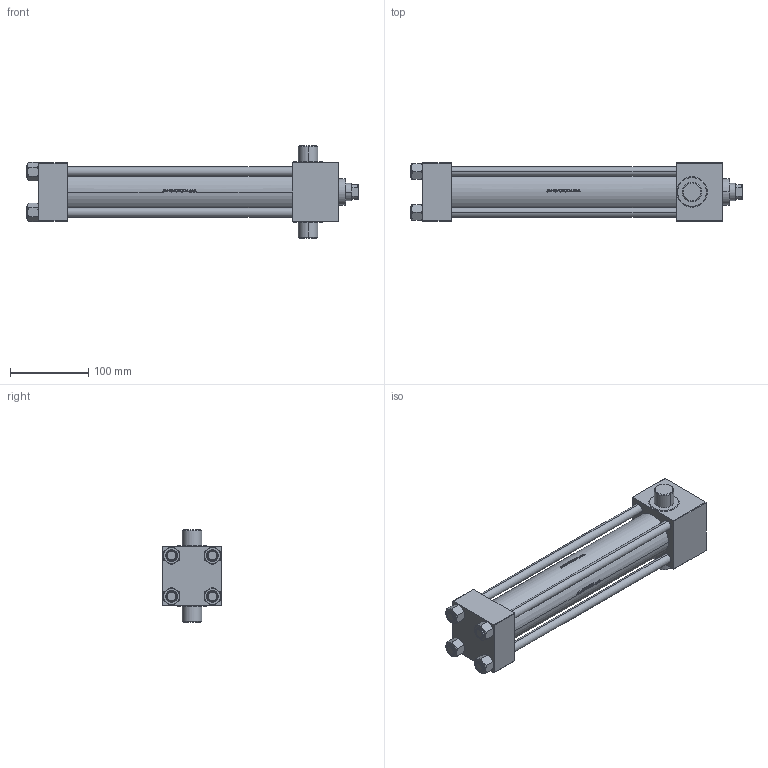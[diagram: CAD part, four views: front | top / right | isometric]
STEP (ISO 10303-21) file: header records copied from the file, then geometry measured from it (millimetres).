
FILE_DESCRIPTION (( 'STEP AP203' ), '1' );
FILE_NAME ('2c4b.STEP', '2022-04-16T02:00:41', ( '' ), ( '' ), 'SwSTEP 2.0', 'SolidWorks 2019', '' );
FILE_SCHEMA (( 'CONFIG_CONTROL_DESIGN' ));
Length unit declared in the file: millimetre
Products named in the file (6): 2c4b; V215CR_K_TYCINKA 7d0ecd13a01daa19db84f7329a188baa; NUT_M5_K 7d0ecd13a01daa19db84f7329a188baa; V215CR_K_Body 7d0ecd13a01daa19db84f7329a188baa; V215CR_VCP_K 7d0ecd13a01daa19db84f7329a188baa; V215_VC_A 7d0ecd13a01daa19db84f7329a188baa
Assembly tree (11 placements, depth 2):
  2c4b
    V215CR_K_Body 7d0ecd13a01daa19db84f7329a188baa
    V215CR_VCP_K 7d0ecd13a01daa19db84f7329a188baa
    V215CR_K_TYCINKA 7d0ecd13a01daa19db84f7329a188baa  x4
    NUT_M5_K 7d0ecd13a01daa19db84f7329a188baa  x4
    V215_VC_A 7d0ecd13a01daa19db84f7329a188baa
Bounding box: 425 x 75 x 118 mm (x, y, z)
Volume: 1008290.7 mm3; surface area: 271231.5 mm2
Topology: 11 solids, 11 shells, 1065 faces, 2686 edges, 1729 vertices
Faces by surface type: plane 429, bspline 380, cone 130, cylinder 114, torus 12
Entity records: 46418 total; most frequent: CARTESIAN_POINT 25449, ORIENTED_EDGE 4864, DIRECTION 2914, EDGE_CURVE 2432, VERTEX_POINT 1585, LINE 1254, VECTOR 1254, EDGE_LOOP 1039
